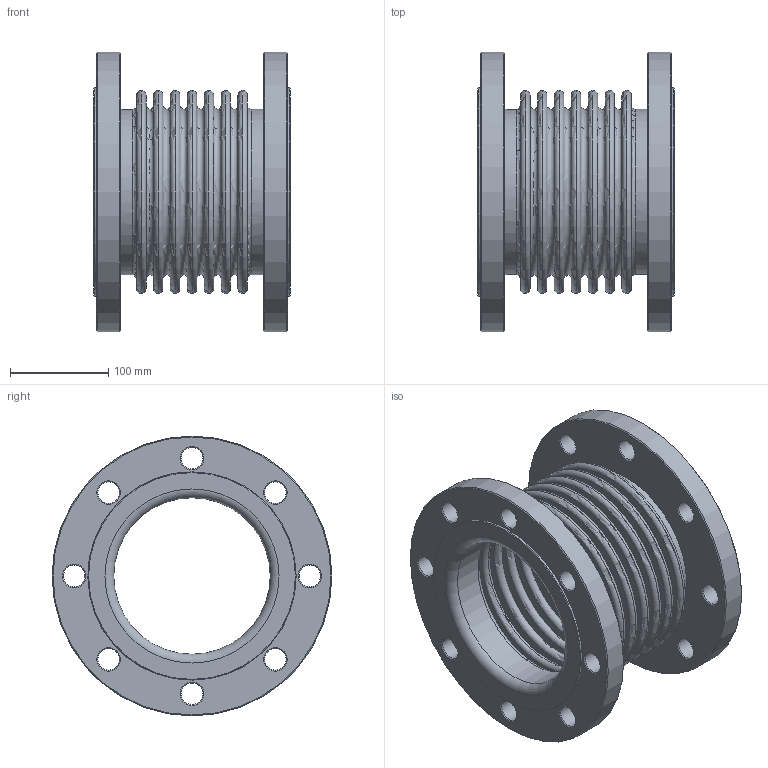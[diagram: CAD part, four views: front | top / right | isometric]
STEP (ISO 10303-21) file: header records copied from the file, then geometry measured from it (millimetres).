
FILE_DESCRIPTION(('HOOPS Exchange Step'),'2;1');
FILE_NAME('KP0500_DN150.stp','2025-11-03T14:15:38+01:00',('nieru'),('Unknown organisation'),'HOOPS Exchange 2024.2','HOOPS Exchange','Unknown authorisation');
FILE_SCHEMA( ('AP203_CONFIGURATION_CONTROLLED_3D_DESIGN_OF_MECHANICAL_PARTS_AND_ASSEMBLIES_MIM_LF') );
Length unit declared in the file: millimetre
Products named in the file (2): 0; root
Assembly tree (1 placements, depth 2):
  root
    0
Bounding box: 200 x 285 x 285 mm (x, y, z)
Volume: 2266889.9 mm3; surface area: 775712.7 mm2
Topology: 3 solids, 3 shells, 159 faces, 356 edges, 235 vertices
Faces by surface type: torus 49, cone 42, plane 38, cylinder 28, bspline 2
Full cylindrical faces by diameter (mm): 22 x16, 159.3 x2, 163.3 x2, 168.3 x2, 170.3 x2, 212.001 x2, 285 x2
Entity records: 17882 total; most frequent: CARTESIAN_POINT 14039, DIRECTION 888, ORIENTED_EDGE 712, AXIS2_PLACEMENT_3D 408, EDGE_CURVE 356, CIRCLE 248, VERTEX_POINT 235, EDGE_LOOP 229
